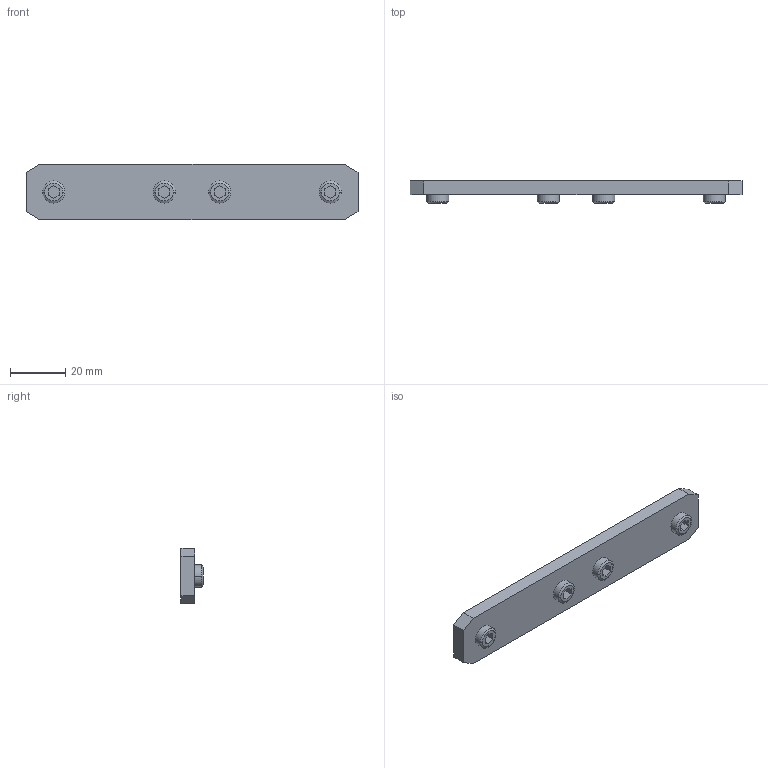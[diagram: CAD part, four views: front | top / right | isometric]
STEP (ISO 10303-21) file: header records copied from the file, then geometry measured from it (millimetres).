
FILE_DESCRIPTION(('STEP AP214'),'1');
FILE_NAME('cctmp_12A81B12-579D-46E3-A2E6-9AD85347396E_2020_1_13_14_17_43_456..stp','2020-01-13T13:17:43',('Bosch Rexroth AG'),('CADClick - www.CADClick.com'),'Spatial InterOp 3D',' ','unknown authorization - (Healing Option Enabled)');
FILE_SCHEMA(('AUTOMOTIVE_DESIGN'));
Length unit declared in the file: millimetre
Products named in the file (1): 2020_01_13__14-17-43-456
Bounding box: 120 x 8 x 20 mm (x, y, z)
Volume: 12255.4 mm3; surface area: 6617.9 mm2
Topology: 1 solids, 1 shells, 78 faces, 176 edges, 112 vertices
Faces by surface type: plane 46, cone 16, cylinder 16
Entity records: 2808 total; most frequent: DIRECTION 382, CARTESIAN_POINT 367, ORIENTED_EDGE 352, EDGE_CURVE 176, LINE 128, VECTOR 128, AXIS2_PLACEMENT_3D 127, VERTEX_POINT 112
